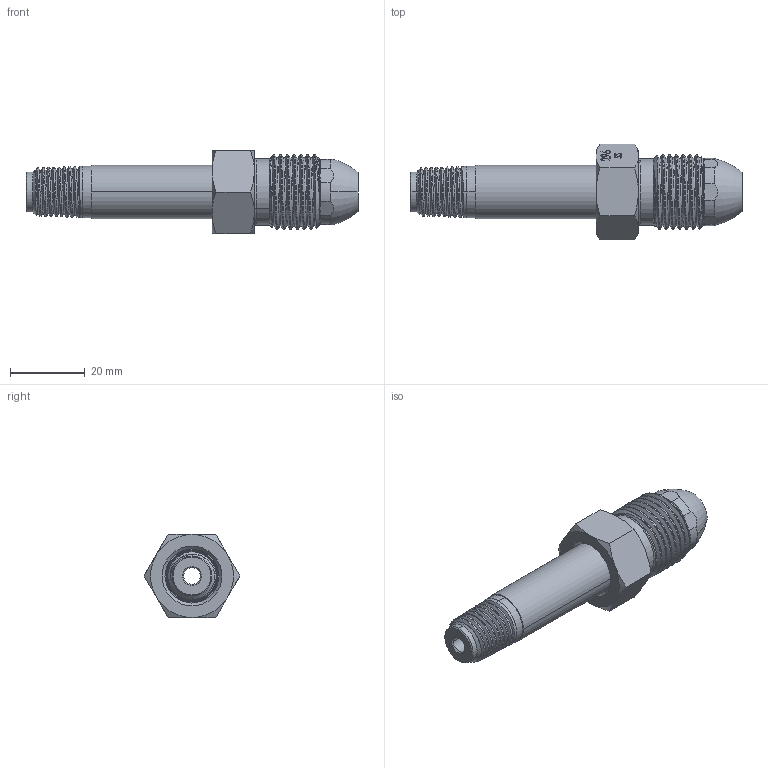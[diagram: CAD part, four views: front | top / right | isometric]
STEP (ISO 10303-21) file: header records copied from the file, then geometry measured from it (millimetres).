
FILE_DESCRIPTION (( 'STEP AP203' ), '1' );
FILE_NAME ('INL-296SS-4M-56.STEP', '2024-11-14T15:49:06', ( '' ), ( '' ), 'SwSTEP 2.0', 'SolidWorks 2018', '' );
FILE_SCHEMA (( 'CONFIG_CONTROL_DESIGN' ));
Length unit declared in the file: inch
Products named in the file (3): PRT-000132; PRT-000897; INL-296SS-4M-56
Assembly tree (2 placements, depth 2):
  INL-296SS-4M-56
    PRT-000132
    PRT-000897
Bounding box: 88.9 x 25.66 x 22.23 mm (x, y, z)
Volume: 17305.6 mm3; surface area: 10508 mm2
Topology: 2 solids, 2 shells, 127 faces, 373 edges, 260 vertices
Faces by surface type: cone 50, cylinder 32, plane 27, bspline 10, torus 8
Entity records: 13965 total; most frequent: CARTESIAN_POINT 10578, ORIENTED_EDGE 746, DIRECTION 523, EDGE_CURVE 373, VERTEX_POINT 260, AXIS2_PLACEMENT_3D 211, B_SPLINE_CURVE_WITH_KNOTS 151, EDGE_LOOP 141
